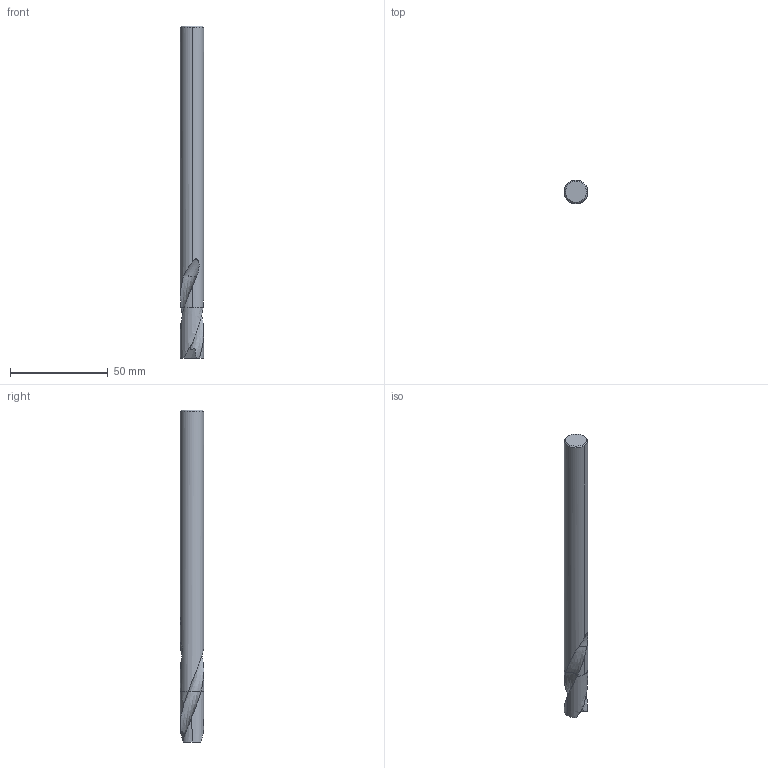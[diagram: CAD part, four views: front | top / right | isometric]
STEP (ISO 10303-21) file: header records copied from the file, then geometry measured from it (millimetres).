
FILE_DESCRIPTION(('no description'),'unknown implementation level');
FILE_NAME('solidP6R_IyTv7zbi35XM_pk5ZzNqr3M_1.STP',' ',('CIM GmbH Aachen'),('CADClick - KiM GmbH - www.kimweb.de'),'unknown preprocess','ACIS','unknown authorization');
FILE_SCHEMA(('automotive_design'));
Length unit declared in the file: millimetre
Products named in the file (2): 1; 2
Bounding box: 12 x 12 x 170 mm (x, y, z)
Volume: 17848.4 mm3; surface area: 6875.3 mm2
Topology: 2 solids, 2 shells, 45 faces, 119 edges, 78 vertices
Faces by surface type: plane 17, cylinder 12, cone 10, bspline 4, revolution 2
Entity records: 5694 total; most frequent: CARTESIAN_POINT 3261, STYLED_ITEM 244, PRESENTATION_STYLE_ASSIGNMENT 244, COLOUR_RGB 244, ORIENTED_EDGE 238, DIRECTION 189, EDGE_CURVE 119, CURVE_STYLE 119
